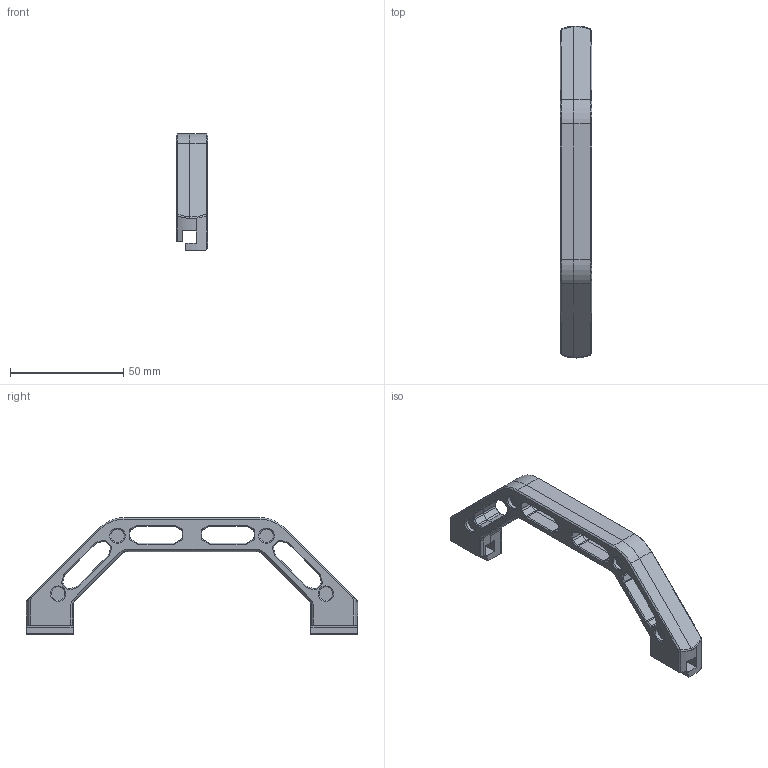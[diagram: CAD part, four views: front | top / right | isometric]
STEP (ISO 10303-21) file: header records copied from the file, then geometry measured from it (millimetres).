
FILE_DESCRIPTION(/* description */ (''),/* implementation_level */ '2;1');
FILE_NAME(/* name */ 'Mike4D''s_Micron_Handles.step',/* time_stamp */ '2023-01-07T18:44:07+01:00',/* author */ (''),/* organization */ (''),/* preprocessor_version */ 'ST-DEVELOPER v19.2',/* originating_system */ 'Autodesk Translation Framework v11.17.0.187',/* authorisation */ '');
FILE_SCHEMA (('AUTOMOTIVE_DESIGN { 1 0 10303 214 3 1 1 }'));
Length unit declared in the file: millimetre
Products named in the file (3): Micron-CAD-Assembly_October; Mike's Mods; Mikes Micron Handles
Assembly tree (1 placements, depth 2):
  Micron-CAD-Assembly_October
  Mike's Mods
    Mikes Micron Handles
Bounding box: 14.05 x 146.47 x 51.5 mm (x, y, z)
Volume: 26771.2 mm3; surface area: 18537.6 mm2
Topology: 3 solids, 3 shells, 669 faces, 1633 edges, 995 vertices
Faces by surface type: plane 346, cylinder 170, cone 141, torus 8, bspline 4
Full cylindrical faces by diameter (mm): 3.2 x4, 4.7 x4, 6 x4
Entity records: 19692 total; most frequent: CARTESIAN_POINT 3540, DIRECTION 3440, ORIENTED_EDGE 3266, EDGE_CURVE 1633, AXIS2_PLACEMENT_3D 1167, LINE 1106, VECTOR 1106, VERTEX_POINT 995
